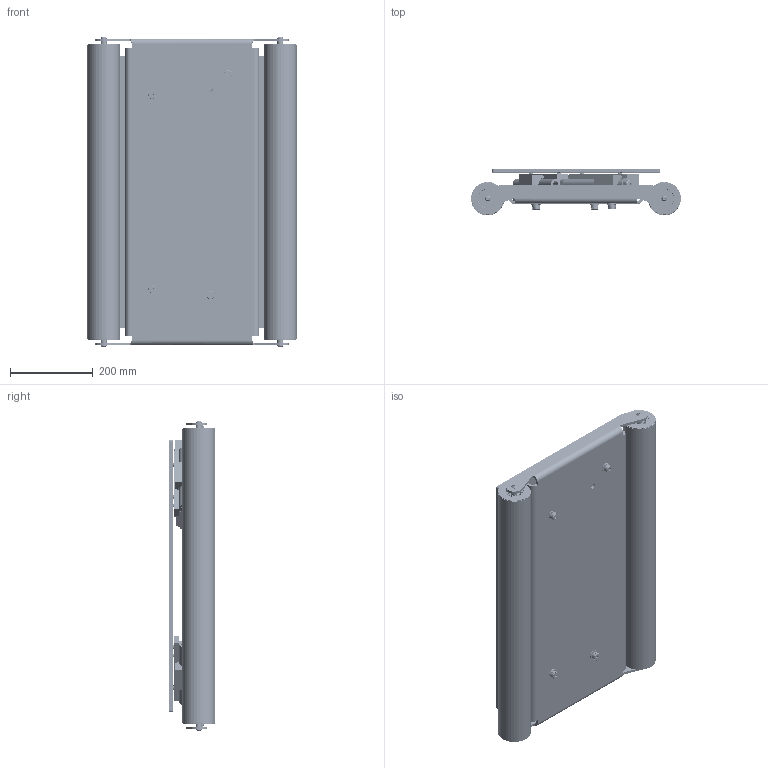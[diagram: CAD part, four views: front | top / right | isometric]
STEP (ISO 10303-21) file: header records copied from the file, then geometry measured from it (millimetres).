
FILE_DESCRIPTION(/* description */ (''),/* implementation_level */ '2;1');
FILE_NAME(/* name */ '28in Web Guide Assembly',/* time_stamp */ '2026-01-19T22:00:09-06:00',/* author */ (''),/* organization */ (''),/* preprocessor_version */ 'ST-DEVELOPER v19.2',/* originating_system */ 'Rhino 8.27',/* authorisation */ '');
FILE_SCHEMA (('CONFIG_CONTROL_DESIGN'));
Products named in the file (26): Document; 28in Web Guide Top Assembly; 28inWebGuide-RollerPlate; er80-712-730-t15-m8; 91239A416_Button Head Hex Drive Screw; BottomWebGuideAssembly; Reference-Geometry-20in-48inWebGuide; 25mm-Single-Rail-Assembly; WJ200UM_01_25; WS-25-180; Mounting-Puck-WS25-8-25-2025; 5909K31_Needle-Roller Thrust Bearing; 5909K44_0.032 Thick Washer for 1-2 Shaft Diameter Needle-Roller Thrus
t Bearing; 91259A709_Alloy Steel Shoulder Screw; 91239A516_Button Head Hex Drive Screw; 98126A788_18-8 Stainless Steel Ring Shim; 25mm-Single-Rail-With-External-BallScrew-Actuator; Nema23MotorMount; ShaftSupport; GSM-1213-12; 93275A058_Black-Oxide Steel Threaded on Both End Stud; 97131A160_Medium-Strength Nylon-Insert Locknut; 91290A228_Alloy Steel Socket Head Screw; 47065T845_Silver Corner Bracket; AMETEK-57L41-3.25-6_57000 Non-Captive(Default); Non_Captive_Screw_9525
Bounding box: 507.88 x 112.62 x 751.5 mm (x, y, z)
Volume: 12923875 mm3; surface area: 2067174.1 mm2
Topology: 237 solids, 237 shells, 7120 faces, 18542 edges, 11923 vertices
Faces by surface type: plane 3092, cylinder 2262, bspline 1766
Entity records: 107711 total; most frequent: CARTESIAN_POINT 58384, ORIENTED_EDGE 11834, EDGE_CURVE 5917, DIRECTION 5548, VERTEX_POINT 3808, B_SPLINE_CURVE_WITH_KNOTS 3629, AXIS2_PLACEMENT_3D 3558, EDGE_LOOP 2461
